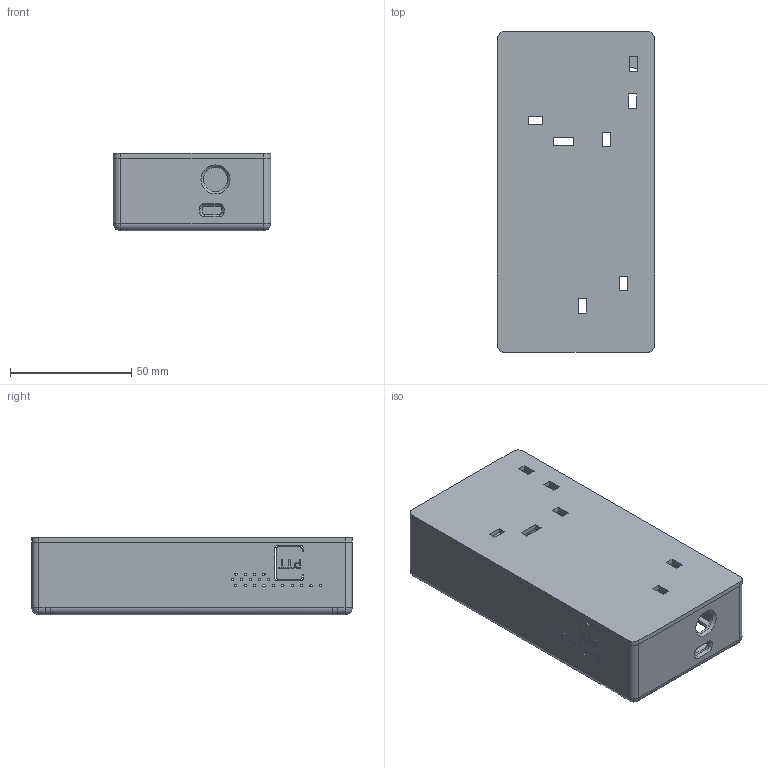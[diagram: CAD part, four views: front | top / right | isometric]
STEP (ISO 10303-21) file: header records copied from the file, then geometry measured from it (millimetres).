
FILE_DESCRIPTION(('FreeCAD Model'),'2;1');
FILE_NAME('Open CASCADE Shape Model','2023-05-17T22:17:55',('Author'),( ''),'Open CASCADE STEP processor 7.6','FreeCAD','Unknown');
FILE_SCHEMA(('AUTOMOTIVE_DESIGN { 1 0 10303 214 1 1 1 1 }'));
Length unit declared in the file: millimetre
Products named in the file (1): Body_case
Bounding box: 65 x 132.5 x 32 mm (x, y, z)
Volume: 42592.9 mm3; surface area: 45128.1 mm2
Topology: 1 solids, 1 shells, 373 faces, 999 edges, 644 vertices
Faces by surface type: plane 178, cylinder 106, extrusion 63, cone 18, bspline 4, sphere 4
Full cylindrical faces by diameter (mm): 1 x38, 2 x6, 3.4 x4, 6.1 x4, 7 x1, 7.512 x4, 10 x1
Entity records: 25176 total; most frequent: CARTESIAN_POINT 5325, DIRECTION 3516, VECTOR 2338, LINE 2275, ORIENTED_EDGE 1990, PCURVE 1990, DEFINITIONAL_REPRESENTATION 1990, EDGE_CURVE 995
